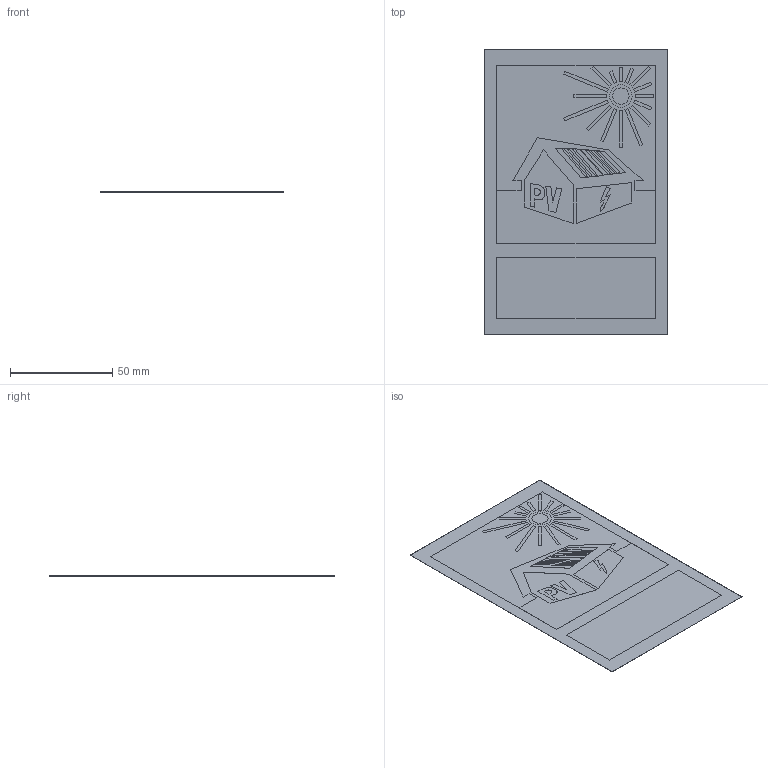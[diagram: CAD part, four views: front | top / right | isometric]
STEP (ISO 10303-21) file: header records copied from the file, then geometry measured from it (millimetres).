
FILE_DESCRIPTION(('CATIA V5 STEP','CAx-IF Rec.Pracs.--- Model Styling and Organization---1.4--- 2014-01-23'),'2;1');
FILE_NAME ('1948613-6_0', '2023-09-19T13:01:57+00:00', ('none'), ('Weidmueller'), 'CATIA Version 5-6 Release 2016 SP3 HF44', 'CATIA V5 STEP AP214', 'none');
FILE_SCHEMA(('AUTOMOTIVE_DESIGN { 1 0 10303 214 1 1 1 1 }'));
Length unit declared in the file: millimetre
Products named in the file (1): 78823_THM_PV_90X140_WFF
Bounding box: 90 x 140 x 0.06 mm (x, y, z)
Volume: 660 mm3; surface area: 25235.2 mm2
Topology: 1 solids, 1 shells, 209 faces, 516 edges, 344 vertices
Faces by surface type: plane 197, cylinder 12
Entity records: 5952 total; most frequent: ORIENTED_EDGE 1032, CARTESIAN_POINT 1000, DIRECTION 794, EDGE_CURVE 516, VECTOR 492, LINE 492, VERTEX_POINT 344, EDGE_LOOP 244
